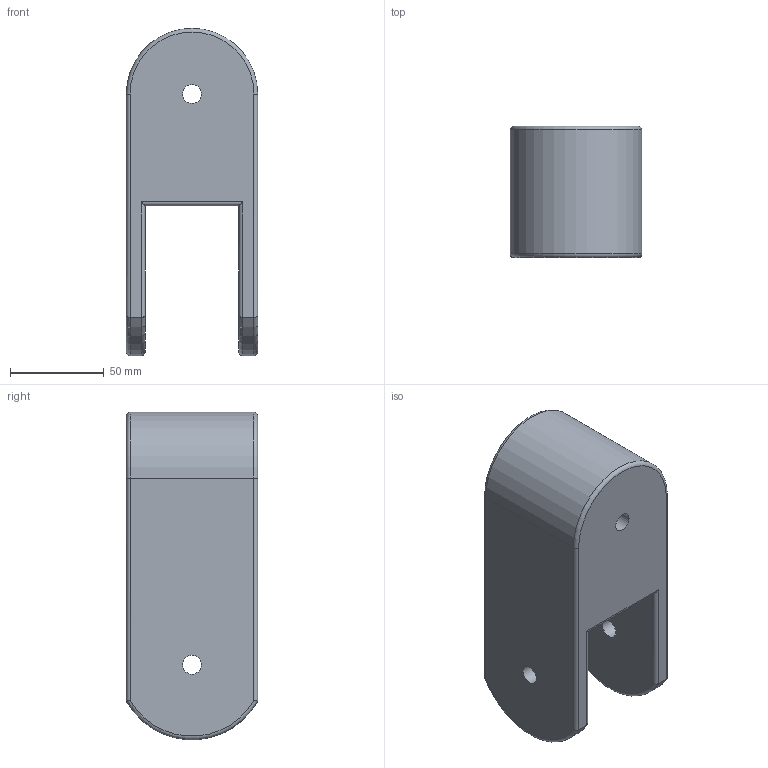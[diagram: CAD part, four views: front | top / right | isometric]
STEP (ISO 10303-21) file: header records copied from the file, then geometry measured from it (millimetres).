
FILE_DESCRIPTION(/* description */ (''),/* implementation_level */ '2;1');
FILE_NAME(/* name */ 'Wirst1_ipt_deb33ead.STEP',/* time_stamp */ '2024-10-19T19:17:32+02:00',/* author */ ('Swoby'),/* organization */ (''),/* preprocessor_version */ 'ST-DEVELOPER v18.1',/* originating_system */ 'Autodesk Inventor 2021',/* authorisation */ '');
FILE_SCHEMA (('AUTOMOTIVE_DESIGN { 1 0 10303 214 3 1 1 }'));
Length unit declared in the file: millimetre
Products named in the file (1): Wirst1
Bounding box: 70 x 70 x 174.37 mm (x, y, z)
Volume: 521651.5 mm3; surface area: 57688.4 mm2
Topology: 1 solids, 1 shells, 29 faces, 66 edges, 39 vertices
Faces by surface type: cylinder 16, plane 7, torus 6
Full cylindrical faces by diameter (mm): 10 x3
Entity records: 948 total; most frequent: CARTESIAN_POINT 239, DIRECTION 145, ORIENTED_EDGE 132, EDGE_CURVE 66, AXIS2_PLACEMENT_3D 57, VERTEX_POINT 39, EDGE_LOOP 35, LINE 31
